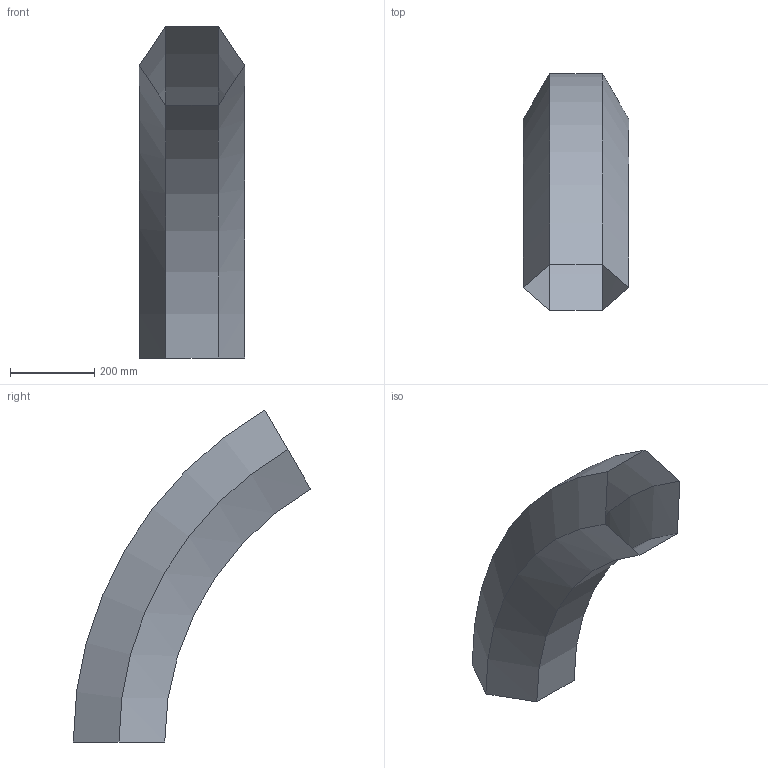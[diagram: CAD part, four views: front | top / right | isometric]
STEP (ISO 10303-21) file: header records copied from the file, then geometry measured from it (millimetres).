
FILE_DESCRIPTION(/* description */ (''),/* implementation_level */ '2;1');
FILE_NAME(/* name */ '6-corner-tube.step',/* time_stamp */ '2023-05-05T08:26:07+02:00',/* author */ (''),/* organization */ (''),/* preprocessor_version */ 'ST-DEVELOPER v19.2',/* originating_system */ 'Autodesk Translation Framework v12.4.0.73',/* authorisation */ '');
FILE_SCHEMA (('AUTOMOTIVE_DESIGN { 1 0 10303 214 3 1 1 }'));
Length unit declared in the file: millimetre
Products named in the file (1): (Unsaved)
Bounding box: 250 x 562.38 x 786.57 mm (x, y, z)
Surface area: 628318.5 mm2 (no closed solid volume)
Topology: 0 solids, 1 shells, 6 faces, 18 edges, 12 vertices
Faces by surface type: cone 4, cylinder 2
Entity records: 231 total; most frequent: DIRECTION 38, CARTESIAN_POINT 37, ORIENTED_EDGE 24, EDGE_CURVE 18, AXIS2_PLACEMENT_3D 13, LINE 12, VECTOR 12, VERTEX_POINT 12
